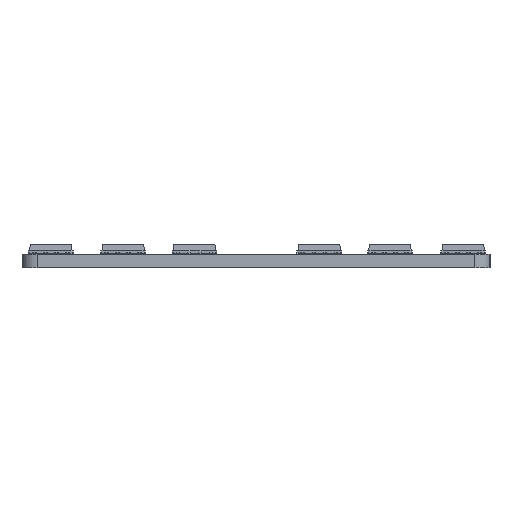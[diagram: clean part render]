
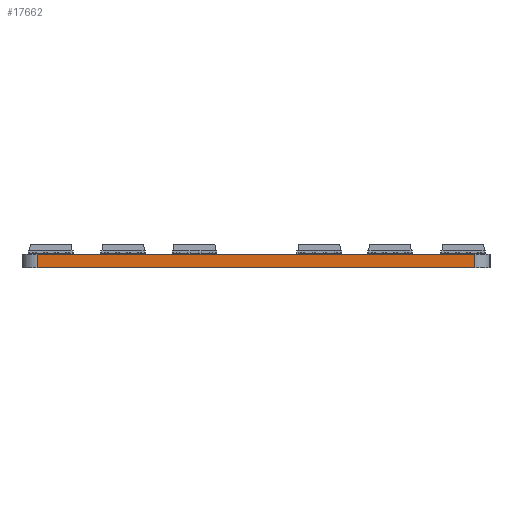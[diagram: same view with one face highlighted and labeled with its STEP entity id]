
A CAD part, left-side view. The second image highlights one B-rep face of the part: STEP entity #17662.
In plain terms, the highlighted planar face has unit normal (-1, 0, 0).
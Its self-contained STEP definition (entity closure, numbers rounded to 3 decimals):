
#11970 = PLANE('',#11971);
#11971 = AXIS2_PLACEMENT_3D('',#11972,#11973,#11974);
#11972 = CARTESIAN_POINT('',(100.39,-95.,1.6));
#11973 = DIRECTION('',(-0.,-0.,-1.));
#11974 = DIRECTION('',(-1.,0.,0.));
#12024 = PLANE('',#12025);
#12025 = AXIS2_PLACEMENT_3D('',#12026,#12027,#12028);
#12026 = CARTESIAN_POINT('',(100.39,-95.,0.));
#12027 = DIRECTION('',(-0.,-0.,-1.));
#12028 = DIRECTION('',(-1.,0.,0.));
#12237 = VERTEX_POINT('',#12238);
#12238 = CARTESIAN_POINT('',(34.83,-120.25,0.));
#12257 = CYLINDRICAL_SURFACE('',#12258,1.75);
#12258 = AXIS2_PLACEMENT_3D('',#12259,#12260,#12261);
#12259 = CARTESIAN_POINT('',(36.58,-120.25,0.));
#12260 = DIRECTION('',(-0.,-0.,-1.));
#12261 = DIRECTION('',(1.,0.,-0.));
#12269 = EDGE_CURVE('',#12237,#12270,#12272,.T.);
#12270 = VERTEX_POINT('',#12271);
#12271 = CARTESIAN_POINT('',(34.83,-69.75,0.));
#12272 = SURFACE_CURVE('',#12273,(#12277,#12284),.PCURVE_S1.);
#12273 = LINE('',#12274,#12275);
#12274 = CARTESIAN_POINT('',(34.83,-120.25,0.));
#12275 = VECTOR('',#12276,1.);
#12276 = DIRECTION('',(0.,1.,0.));
#12277 = PCURVE('',#12024,#12278);
#12278 = DEFINITIONAL_REPRESENTATION('',(#12279),#12283);
#12279 = LINE('',#12280,#12281);
#12280 = CARTESIAN_POINT('',(65.56,-25.25));
#12281 = VECTOR('',#12282,1.);
#12282 = DIRECTION('',(0.,1.));
#12283 = ( GEOMETRIC_REPRESENTATION_CONTEXT(2) 
PARAMETRIC_REPRESENTATION_CONTEXT() REPRESENTATION_CONTEXT('2D SPACE',''
  ) );
#12284 = PCURVE('',#12285,#12290);
#12285 = PLANE('',#12286);
#12286 = AXIS2_PLACEMENT_3D('',#12287,#12288,#12289);
#12287 = CARTESIAN_POINT('',(34.83,-120.25,0.));
#12288 = DIRECTION('',(-1.,0.,0.));
#12289 = DIRECTION('',(0.,1.,0.));
#12290 = DEFINITIONAL_REPRESENTATION('',(#12291),#12295);
#12291 = LINE('',#12292,#12293);
#12292 = CARTESIAN_POINT('',(0.,0.));
#12293 = VECTOR('',#12294,1.);
#12294 = DIRECTION('',(1.,0.));
#12295 = ( GEOMETRIC_REPRESENTATION_CONTEXT(2) 
PARAMETRIC_REPRESENTATION_CONTEXT() REPRESENTATION_CONTEXT('2D SPACE',''
  ) );
#12318 = CYLINDRICAL_SURFACE('',#12319,1.75);
#12319 = AXIS2_PLACEMENT_3D('',#12320,#12321,#12322);
#12320 = CARTESIAN_POINT('',(36.58,-69.75,0.));
#12321 = DIRECTION('',(-0.,-0.,-1.));
#12322 = DIRECTION('',(1.,0.,-0.));
#15123 = VERTEX_POINT('',#15124);
#15124 = CARTESIAN_POINT('',(34.83,-120.25,1.6));
#15150 = EDGE_CURVE('',#15123,#15151,#15153,.T.);
#15151 = VERTEX_POINT('',#15152);
#15152 = CARTESIAN_POINT('',(34.83,-69.75,1.6));
#15153 = SURFACE_CURVE('',#15154,(#15158,#15165),.PCURVE_S1.);
#15154 = LINE('',#15155,#15156);
#15155 = CARTESIAN_POINT('',(34.83,-120.25,1.6));
#15156 = VECTOR('',#15157,1.);
#15157 = DIRECTION('',(0.,1.,0.));
#15158 = PCURVE('',#11970,#15159);
#15159 = DEFINITIONAL_REPRESENTATION('',(#15160),#15164);
#15160 = LINE('',#15161,#15162);
#15161 = CARTESIAN_POINT('',(65.56,-25.25));
#15162 = VECTOR('',#15163,1.);
#15163 = DIRECTION('',(0.,1.));
#15164 = ( GEOMETRIC_REPRESENTATION_CONTEXT(2) 
PARAMETRIC_REPRESENTATION_CONTEXT() REPRESENTATION_CONTEXT('2D SPACE',''
  ) );
#15165 = PCURVE('',#12285,#15166);
#15166 = DEFINITIONAL_REPRESENTATION('',(#15167),#15171);
#15167 = LINE('',#15168,#15169);
#15168 = CARTESIAN_POINT('',(0.,-1.6));
#15169 = VECTOR('',#15170,1.);
#15170 = DIRECTION('',(1.,0.));
#15171 = ( GEOMETRIC_REPRESENTATION_CONTEXT(2) 
PARAMETRIC_REPRESENTATION_CONTEXT() REPRESENTATION_CONTEXT('2D SPACE',''
  ) );
#17614 = EDGE_CURVE('',#12270,#15151,#17615,.T.);
#17615 = SURFACE_CURVE('',#17616,(#17620,#17627),.PCURVE_S1.);
#17616 = LINE('',#17617,#17618);
#17617 = CARTESIAN_POINT('',(34.83,-69.75,0.));
#17618 = VECTOR('',#17619,1.);
#17619 = DIRECTION('',(0.,0.,1.));
#17620 = PCURVE('',#12318,#17621);
#17621 = DEFINITIONAL_REPRESENTATION('',(#17622),#17626);
#17622 = LINE('',#17623,#17624);
#17623 = CARTESIAN_POINT('',(-3.142,0.));
#17624 = VECTOR('',#17625,1.);
#17625 = DIRECTION('',(-0.,-1.));
#17626 = ( GEOMETRIC_REPRESENTATION_CONTEXT(2) 
PARAMETRIC_REPRESENTATION_CONTEXT() REPRESENTATION_CONTEXT('2D SPACE',''
  ) );
#17627 = PCURVE('',#12285,#17628);
#17628 = DEFINITIONAL_REPRESENTATION('',(#17629),#17633);
#17629 = LINE('',#17630,#17631);
#17630 = CARTESIAN_POINT('',(50.5,0.));
#17631 = VECTOR('',#17632,1.);
#17632 = DIRECTION('',(0.,-1.));
#17633 = ( GEOMETRIC_REPRESENTATION_CONTEXT(2) 
PARAMETRIC_REPRESENTATION_CONTEXT() REPRESENTATION_CONTEXT('2D SPACE',''
  ) );
#17639 = EDGE_CURVE('',#12237,#15123,#17640,.T.);
#17640 = SURFACE_CURVE('',#17641,(#17645,#17652),.PCURVE_S1.);
#17641 = LINE('',#17642,#17643);
#17642 = CARTESIAN_POINT('',(34.83,-120.25,0.));
#17643 = VECTOR('',#17644,1.);
#17644 = DIRECTION('',(0.,0.,1.));
#17645 = PCURVE('',#12257,#17646);
#17646 = DEFINITIONAL_REPRESENTATION('',(#17647),#17651);
#17647 = LINE('',#17648,#17649);
#17648 = CARTESIAN_POINT('',(-3.142,0.));
#17649 = VECTOR('',#17650,1.);
#17650 = DIRECTION('',(-0.,-1.));
#17651 = ( GEOMETRIC_REPRESENTATION_CONTEXT(2) 
PARAMETRIC_REPRESENTATION_CONTEXT() REPRESENTATION_CONTEXT('2D SPACE',''
  ) );
#17652 = PCURVE('',#12285,#17653);
#17653 = DEFINITIONAL_REPRESENTATION('',(#17654),#17658);
#17654 = LINE('',#17655,#17656);
#17655 = CARTESIAN_POINT('',(0.,0.));
#17656 = VECTOR('',#17657,1.);
#17657 = DIRECTION('',(0.,-1.));
#17658 = ( GEOMETRIC_REPRESENTATION_CONTEXT(2) 
PARAMETRIC_REPRESENTATION_CONTEXT() REPRESENTATION_CONTEXT('2D SPACE',''
  ) );
#17662 = ADVANCED_FACE('',(#17663),#12285,.T.);
#17663 = FACE_BOUND('',#17664,.T.);
#17664 = EDGE_LOOP('',(#17665,#17666,#17667,#17668));
#17665 = ORIENTED_EDGE('',*,*,#17639,.T.);
#17666 = ORIENTED_EDGE('',*,*,#15150,.T.);
#17667 = ORIENTED_EDGE('',*,*,#17614,.F.);
#17668 = ORIENTED_EDGE('',*,*,#12269,.F.);
